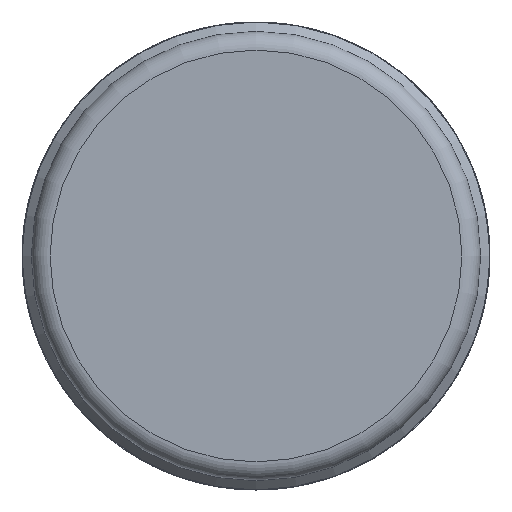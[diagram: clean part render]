
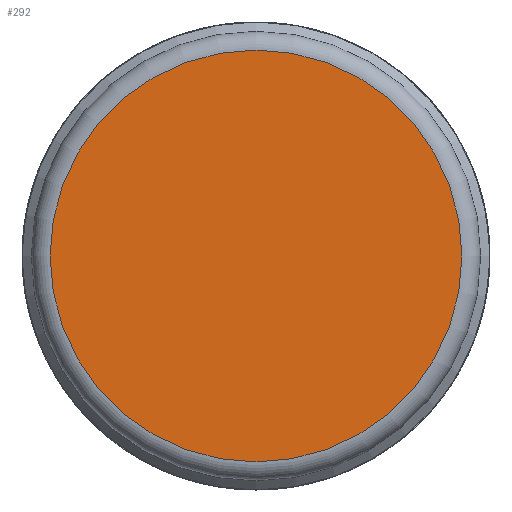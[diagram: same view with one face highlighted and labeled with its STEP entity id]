
A CAD part, front view. The second image highlights one B-rep face of the part: STEP entity #292.
In plain terms, the highlighted planar face has unit normal (0, -1, 0).
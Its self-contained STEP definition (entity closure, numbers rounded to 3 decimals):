
#27=CIRCLE('',#338,22.);
#72=PLANE('',#337);
#81=FACE_OUTER_BOUND('',#100,.T.);
#100=EDGE_LOOP('',(#208));
#132=VERTEX_POINT('',#2116);
#160=EDGE_CURVE('',#132,#132,#27,.T.);
#208=ORIENTED_EDGE('',*,*,#160,.F.);
#292=ADVANCED_FACE('',(#81),#72,.T.);
#337=AXIS2_PLACEMENT_3D('',#2115,#393,#394);
#338=AXIS2_PLACEMENT_3D('',#2117,#395,#396);
#393=DIRECTION('center_axis',(0.,-1.,0.));
#394=DIRECTION('ref_axis',(0.,0.,-1.));
#395=DIRECTION('center_axis',(0.,1.,0.));
#396=DIRECTION('ref_axis',(1.,0.,0.));
#2115=CARTESIAN_POINT('Origin',(-21.875,0.,0.));
#2116=CARTESIAN_POINT('',(0.,0.,-22.));
#2117=CARTESIAN_POINT('Origin',(0.,0.,0.));
